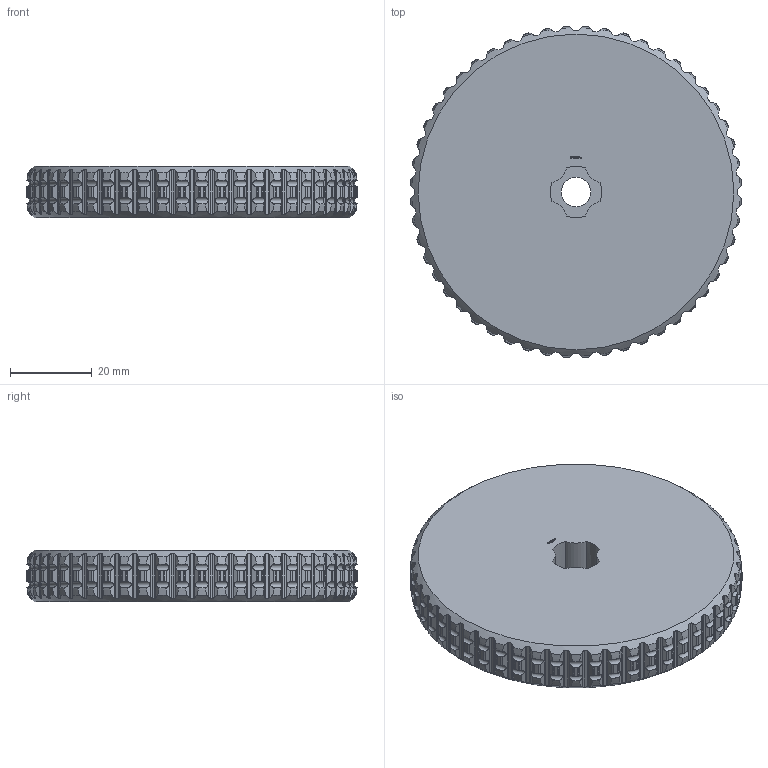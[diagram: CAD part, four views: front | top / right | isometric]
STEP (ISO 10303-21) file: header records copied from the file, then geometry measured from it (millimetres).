
FILE_DESCRIPTION(('FreeCAD Model'),'2;1');
FILE_NAME('Open CASCADE Shape Model','2023-12-20T19:19:55',(''),(''), 'Open CASCADE STEP processor 7.6','FreeCAD','Unknown');
FILE_SCHEMA(('AUTOMOTIVE_DESIGN { 1 0 10303 214 1 1 1 1 }'));
Products named in the file (1): Wheel GND TTRD PLN BU06.50x01.00 - SPN-WHL-0019 (stemfie.org)
Bounding box: 81.16 x 81.16 x 12.5 mm (x, y, z)
Volume: 60795.7 mm3; surface area: 14407.7 mm2
Topology: 1 solids, 1 shells, 1644 faces, 4775 edges, 3180 vertices
Faces by surface type: cylinder 585, plane 484, cone 233, extrusion 134, revolution 104, torus 104
Full cylindrical faces by diameter (mm): 2 x4, 7.2 x1
Entity records: 181605 total; most frequent: CARTESIAN_POINT 85947, DIRECTION 11967, ORIENTED_EDGE 9550, PCURVE 9550, DEFINITIONAL_REPRESENTATION 9550, VECTOR 6723, B_SPLINE_CURVE_WITH_KNOTS 6618, LINE 6589
